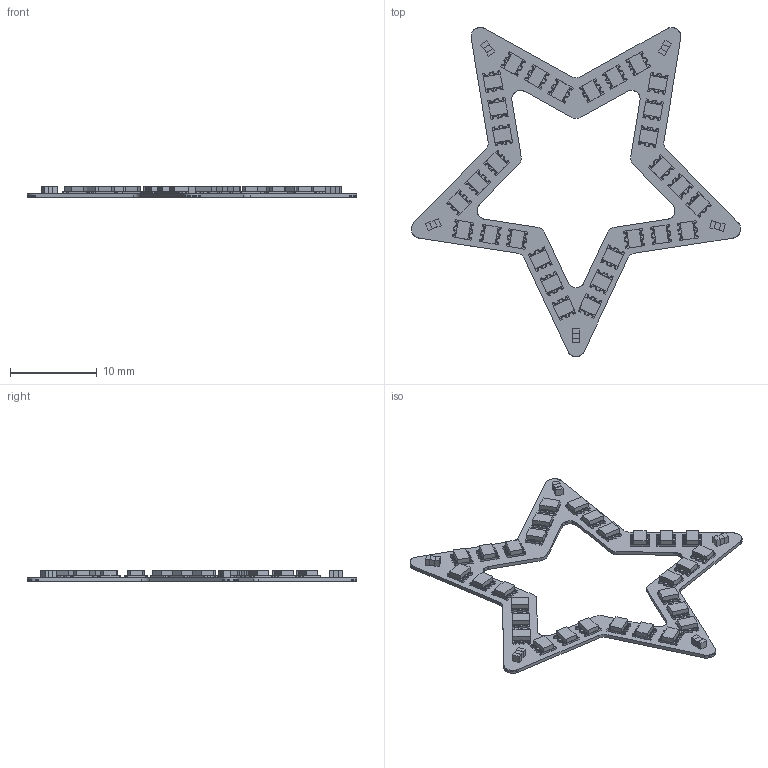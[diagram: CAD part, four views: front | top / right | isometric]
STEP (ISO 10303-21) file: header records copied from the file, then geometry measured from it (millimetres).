
FILE_DESCRIPTION(('Open CASCADE Model'),'2;1');
FILE_NAME('Open CASCADE Shape Model','2023-04-15T11:14:49',('Author'),( 'Open CASCADE'),'Open CASCADE STEP processor 7.5','Open CASCADE 7.5' ,'Unknown');
FILE_SCHEMA(('AUTOMOTIVE_DESIGN { 1 0 10303 214 1 1 1 1 }'));
Length unit declared in the file: millimetre
Products named in the file (41): PCB; Board; Open CASCADE STEP translator 7.5 1.1.1; LED30; User Library-WS2812-2020_RGB8421504; LED29; LED28; LED27; LED26; LED25; LED24; LED23; LED22; LED21; LED2; C1; CAP-0603; Capacitor 0603; LED20; LED19; LED18; LED17; LED16; LED15; LED14; LED13; LED12; LED11; LED10; LED9; LED8; LED7; LED6; LED5; LED4; LED3; LED1; C5; C4; C3 ...
Assembly tree (73 placements, depth 4):
  PCB
    Board
      Open CASCADE STEP translator 7.5 1.1.1
    LED30
      User Library-WS2812-2020_RGB8421504
    LED29
      User Library-WS2812-2020_RGB8421504
    LED28
      User Library-WS2812-2020_RGB8421504
    LED27
      User Library-WS2812-2020_RGB8421504
    LED26
      User Library-WS2812-2020_RGB8421504
    LED25
      User Library-WS2812-2020_RGB8421504
    LED24
      User Library-WS2812-2020_RGB8421504
    LED23
      User Library-WS2812-2020_RGB8421504
    LED22
      User Library-WS2812-2020_RGB8421504
    LED21
      User Library-WS2812-2020_RGB8421504
    LED2
      User Library-WS2812-2020_RGB8421504
    C1
      CAP-0603
        Capacitor 0603
    LED20
      User Library-WS2812-2020_RGB8421504
    LED19
      User Library-WS2812-2020_RGB8421504
    LED18
      User Library-WS2812-2020_RGB8421504
    LED17
      User Library-WS2812-2020_RGB8421504
    LED16
      User Library-WS2812-2020_RGB8421504
    LED15
      User Library-WS2812-2020_RGB8421504
    LED14
      User Library-WS2812-2020_RGB8421504
    LED13
      User Library-WS2812-2020_RGB8421504
    LED12
      User Library-WS2812-2020_RGB8421504
    LED11
      User Library-WS2812-2020_RGB8421504
    LED10
      User Library-WS2812-2020_RGB8421504
    LED9
      User Library-WS2812-2020_RGB8421504
    LED8
      User Library-WS2812-2020_RGB8421504
    LED7
      User Library-WS2812-2020_RGB8421504
    LED6
      User Library-WS2812-2020_RGB8421504
    LED5
      User Library-WS2812-2020_RGB8421504
Bounding box: 38 x 38 x 1.27 mm (x, y, z)
Volume: 263.4 mm3; surface area: 1754.2 mm2
Topology: 306 solids, 306 shells, 4142 faces, 10560 edges, 7040 vertices
Faces by surface type: plane 2868, cylinder 1034, bspline 240
Entity records: 14173 total; most frequent: DIRECTION 2515, CARTESIAN_POINT 2418, ORIENTED_EDGE 2214, EDGE_CURVE 1107, AXIS2_PLACEMENT_3D 963, VERTEX_POINT 738, LINE 589, VECTOR 589
